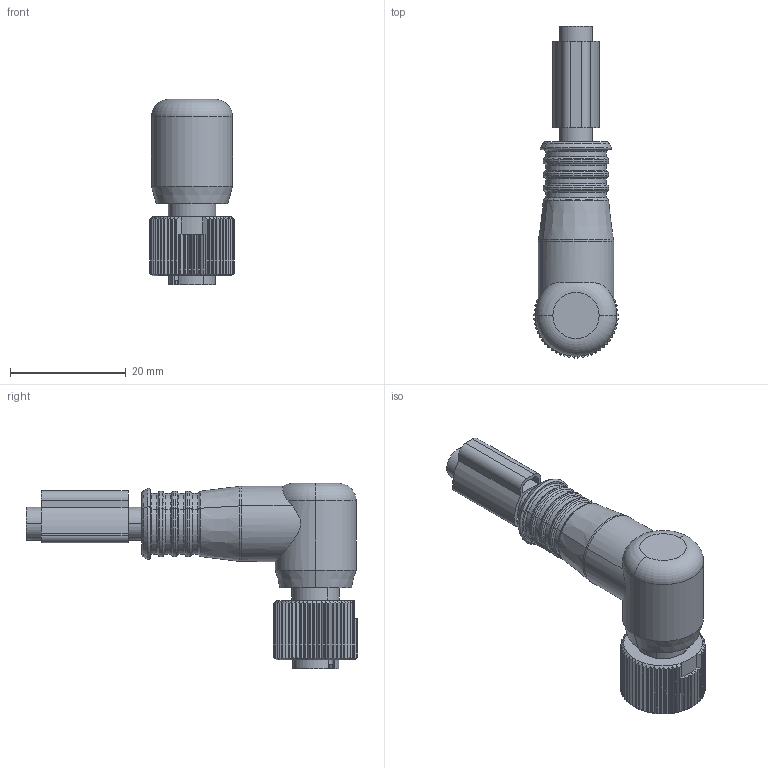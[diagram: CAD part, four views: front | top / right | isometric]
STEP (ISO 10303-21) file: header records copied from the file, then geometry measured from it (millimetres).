
FILE_DESCRIPTION(('CATIA V5 STEP Exchange','CAx-IF Rec.Pracs.--- Model Styling and Organization---1.5--- 2016-08-15','CAx-IF Rec.Pracs.---Supplemental Geometry---1.0---2011-11-01','CAx-IF Rec.Pracs.--- Composite Materials ---1.1---2010-07-15'),'2;1');
FILE_NAME ('378403-2_0', '2025-11-03T08:33:12+00:00', ('none'), ('Weidmueller'), 'CATIA Version 5-6 Release 2024 SP4', 'CATIA V5 STEP AP214 v3', 'none');
FILE_SCHEMA(('AUTOMOTIVE_DESIGN { 1 0 10303 214 1 1 1 1 }'));
Length unit declared in the file: millimetre
Products named in the file (1): 1466010000
Bounding box: 14.6 x 57.29 x 32 mm (x, y, z)
Volume: 7465.6 mm3; surface area: 5333.7 mm2
Topology: 12 solids, 12 shells, 485 faces, 1246 edges, 806 vertices
Faces by surface type: plane 222, cylinder 167, cone 51, torus 40, revolution 5
Entity records: 14287 total; most frequent: CARTESIAN_POINT 3373, ORIENTED_EDGE 2492, DIRECTION 1641, EDGE_CURVE 1246, VERTEX_POINT 805, AXIS2_PLACEMENT_3D 800, VECTOR 516, LINE 516
